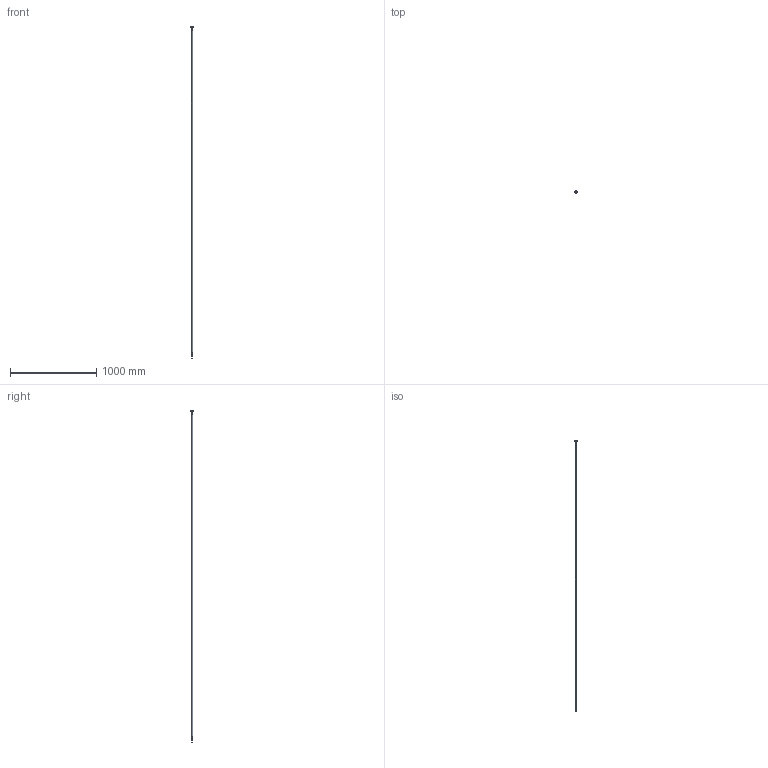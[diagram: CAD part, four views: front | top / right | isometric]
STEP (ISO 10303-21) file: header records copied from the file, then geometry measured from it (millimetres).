
FILE_DESCRIPTION((''),'2;1');
FILE_NAME('215033_ASM','2019-11-11T07:26:50',('pdmadmin'),('BANNER ENGINEERING'),'CREO PARAMETRIC BY PTC INC, 2018300','CREO PARAMETRIC BY PTC INC, 2018300','');
FILE_SCHEMA(('CONFIG_CONTROL_DESIGN'));
Length unit declared in the file: inch
Products named in the file (8): 65427; 65429; 119608_TAMPERED; 119609; 65866_ASM; 65433; 46919_215033; 215033_ASM
Assembly tree (11 placements, depth 3):
  215033_ASM
    65427
    65429
    65866_ASM  x5
      119608_TAMPERED
      119609
    65433
    46919_215033
Bounding box: 26.01 x 26.01 x 3854.63 mm (x, y, z)
Volume: 432797.5 mm3; surface area: 156415 mm2
Topology: 14 solids, 14 shells, 7503 faces, 15636 edges, 8187 vertices
Faces by surface type: bspline 5364, cylinder 1434, plane 562, torus 74, cone 69
Entity records: 388364 total; most frequent: CARTESIAN_POINT 281511, ORIENTED_EDGE 30192, EDGE_CURVE 15096, B_SPLINE_CURVE_WITH_KNOTS 13602, VERTEX_POINT 7875, EDGE_LOOP 7303, FACE_OUTER_BOUND 7259, ADVANCED_FACE 7259
